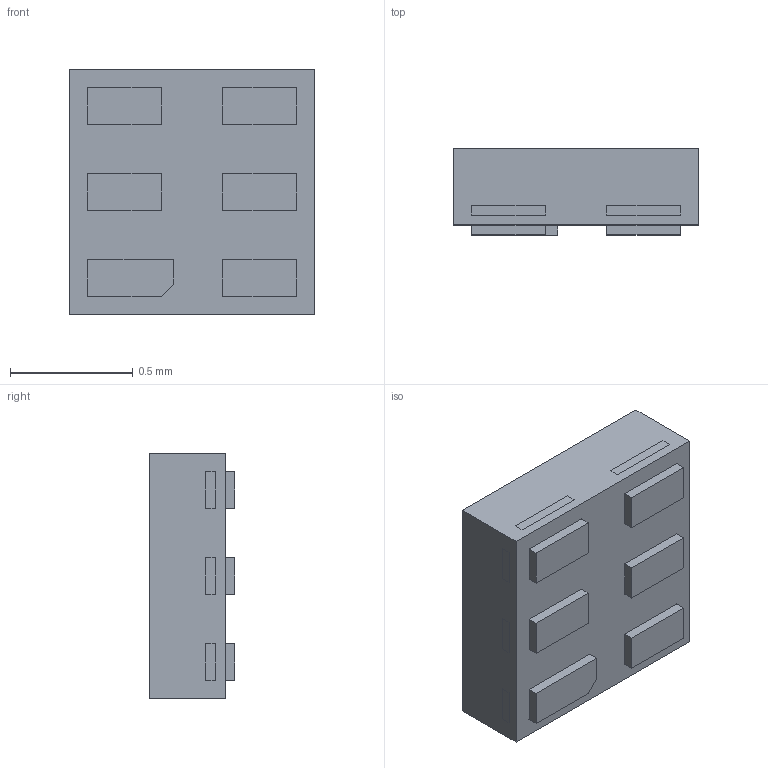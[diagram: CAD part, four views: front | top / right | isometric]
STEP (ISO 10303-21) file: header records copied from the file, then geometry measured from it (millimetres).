
FILE_DESCRIPTION (( 'STEP AP214' ), '1' );
FILE_NAME ('SOT1202.STEP', '2020-09-17T09:31:49', ( '' ), ( '' ), 'SwSTEP 2.0', 'SolidWorks 2017', '' );
FILE_SCHEMA (( 'AUTOMOTIVE_DESIGN' ));
Length unit declared in the file: millimetre
Products named in the file (1): SOT1202
Bounding box: 1 x 0.35 x 1 mm (x, y, z)
Volume: 0.3 mm3; surface area: 5 mm2
Topology: 18 solids, 18 shells, 191 faces, 414 edges, 276 vertices
Faces by surface type: plane 187, cylinder 4
Entity records: 5283 total; most frequent: CARTESIAN_POINT 882, ORIENTED_EDGE 828, DIRECTION 806, EDGE_CURVE 414, VECTOR 406, LINE 406, VERTEX_POINT 276, EDGE_LOOP 208
